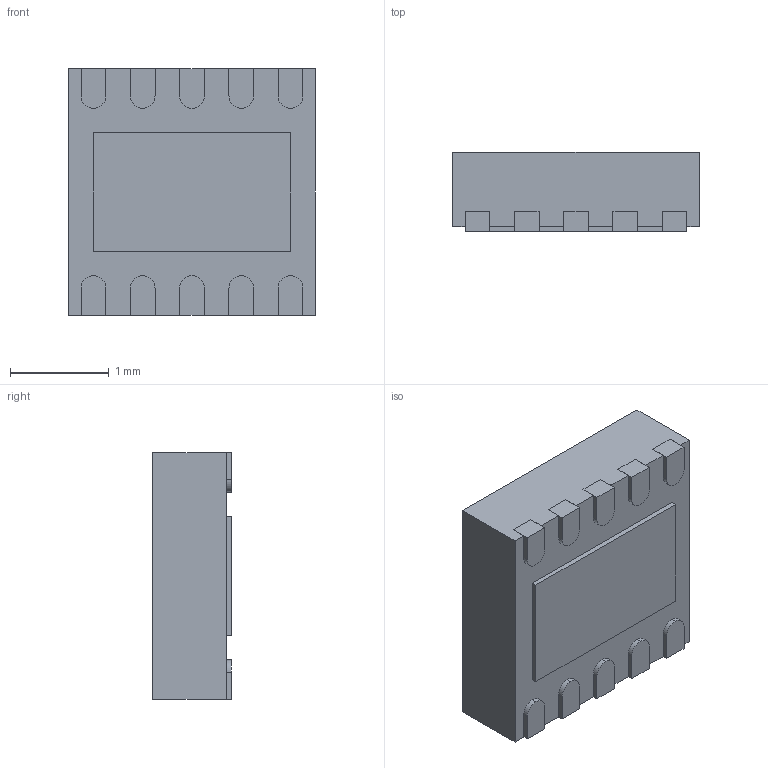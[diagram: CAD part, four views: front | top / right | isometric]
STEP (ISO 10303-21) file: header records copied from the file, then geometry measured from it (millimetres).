
FILE_DESCRIPTION (( 'STEP AP214' ), '1' );
FILE_NAME ('TPS7A9201DSKT.STEP', '2018-11-04T16:24:40', ( '' ), ( '' ), 'SwSTEP 2.0', 'SolidWorks 2017', '' );
FILE_SCHEMA (( 'AUTOMOTIVE_DESIGN' ));
Length unit declared in the file: millimetre
Products named in the file (1): TPS7A9201DSKT
Bounding box: 2.5 x 0.8 x 2.5 mm (x, y, z)
Volume: 4.9 mm3; surface area: 32.3 mm2
Topology: 12 solids, 12 shells, 127 faces, 306 edges, 204 vertices
Faces by surface type: plane 97, cylinder 30
Entity records: 3813 total; most frequent: CARTESIAN_POINT 638, DIRECTION 622, ORIENTED_EDGE 612, EDGE_CURVE 306, VECTOR 246, LINE 246, VERTEX_POINT 204, AXIS2_PLACEMENT_3D 188
